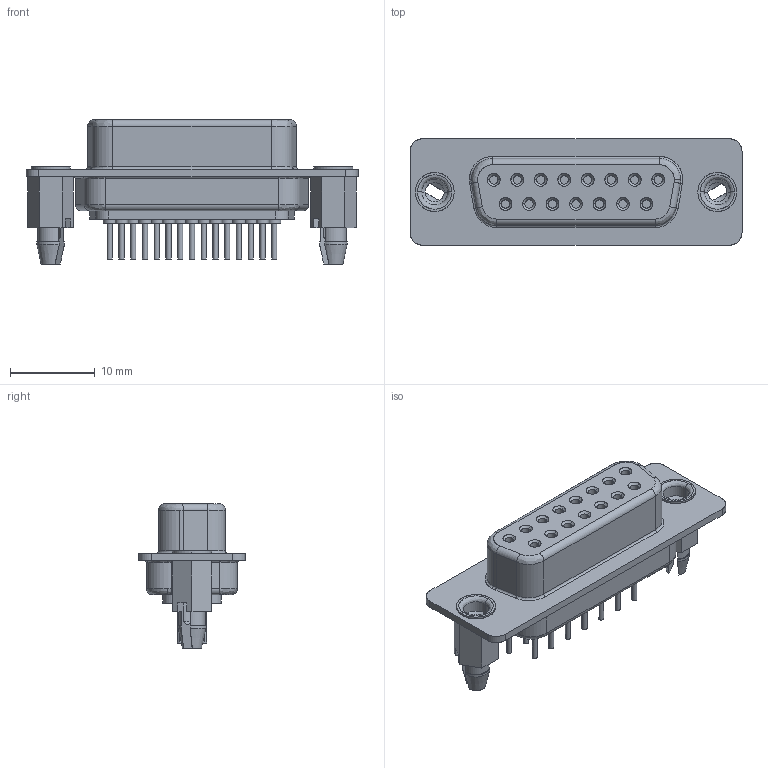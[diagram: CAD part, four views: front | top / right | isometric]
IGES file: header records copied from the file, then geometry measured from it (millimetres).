
Start section: SolidWorks IGES file using analytic representation for surfaces
Global section: file name: K85X-AD-15S-BR_rA2.IGS; native system: SolidWorks 2012; preprocessor: SolidWorks 2012; author: Daniel; date: 130322.115953; units: millimetre
Bounding box: 39.14 x 12.55 x 17 mm (x, y, z)
Surface area: 2506.2 mm2 (no closed solid volume)
Topology: 0 solids, 0 shells, 317 faces, 3286 edges, 3286 vertices
Faces by surface type: revolution 193, bspline 124
